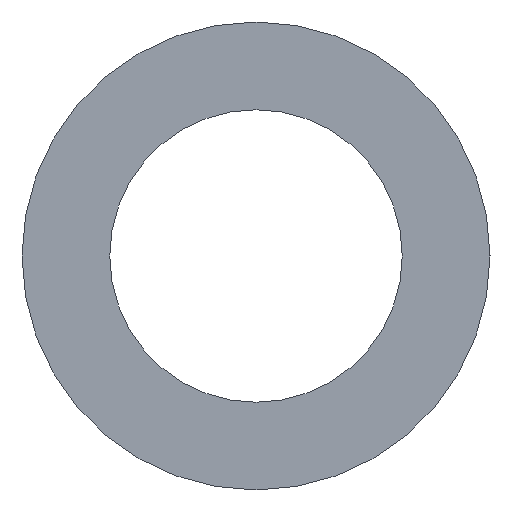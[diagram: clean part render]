
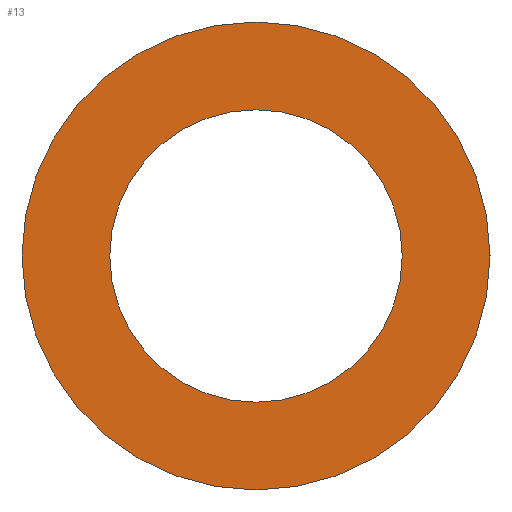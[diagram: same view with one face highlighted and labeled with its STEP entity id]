
A CAD part, left-side view. The second image highlights one B-rep face of the part: STEP entity #13.
In plain terms, the highlighted planar face has unit normal (-1, 0, 0).
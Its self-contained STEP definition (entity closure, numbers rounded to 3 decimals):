
#1 = DIRECTION ( 'NONE',  ( 0., 0., -1. ) ) ;
#10 = AXIS2_PLACEMENT_3D ( 'NONE', #319, #315, #266 ) ;
#13 = ADVANCED_FACE ( 'NONE', ( #258, #235 ), #154, .F. ) ;
#15 = EDGE_CURVE ( 'NONE', #257, #166, #181, .T. ) ;
#16 = DIRECTION ( 'NONE',  ( 1., 0., 0. ) ) ;
#18 = CARTESIAN_POINT ( 'NONE',  ( 0., 0., -1.25 ) ) ;
#32 = CARTESIAN_POINT ( 'NONE',  ( 0., 0., -2. ) ) ;
#46 = AXIS2_PLACEMENT_3D ( 'NONE', #147, #120, #228 ) ;
#55 = CARTESIAN_POINT ( 'NONE',  ( 0., 0., 0. ) ) ;
#76 = EDGE_CURVE ( 'NONE', #284, #212, #273, .T. ) ;
#88 = EDGE_CURVE ( 'NONE', #212, #284, #171, .T. ) ;
#89 = EDGE_CURVE ( 'NONE', #166, #257, #241, .T. ) ;
#119 = DIRECTION ( 'NONE',  ( 0., 0., -1. ) ) ;
#120 = DIRECTION ( 'NONE',  ( 1., 0., 0. ) ) ;
#125 = DIRECTION ( 'NONE',  ( 1., 0., 0. ) ) ;
#139 = DIRECTION ( 'NONE',  ( 0., 0., -1. ) ) ;
#146 = CARTESIAN_POINT ( 'NONE',  ( 0., 0., 0. ) ) ;
#147 = CARTESIAN_POINT ( 'NONE',  ( 0., 0., 0. ) ) ;
#148 = ORIENTED_EDGE ( 'NONE', *, *, #15, .T. ) ;
#154 = PLANE ( 'NONE',  #46 ) ;
#166 = VERTEX_POINT ( 'NONE', #18 ) ;
#171 = CIRCLE ( 'NONE', #10, 2. ) ;
#181 = CIRCLE ( 'NONE', #336, 1.25 ) ;
#200 = AXIS2_PLACEMENT_3D ( 'NONE', #55, #16, #119 ) ;
#212 = VERTEX_POINT ( 'NONE', #330 ) ;
#228 = DIRECTION ( 'NONE',  ( 0., 0., -1. ) ) ;
#235 = FACE_BOUND ( 'NONE', #272, .T. ) ;
#241 = CIRCLE ( 'NONE', #200, 1.25 ) ;
#247 = ORIENTED_EDGE ( 'NONE', *, *, #76, .F. ) ;
#250 = EDGE_LOOP ( 'NONE', ( #267, #247 ) ) ;
#257 = VERTEX_POINT ( 'NONE', #311 ) ;
#258 = FACE_OUTER_BOUND ( 'NONE', #250, .T. ) ;
#264 = ORIENTED_EDGE ( 'NONE', *, *, #89, .T. ) ;
#266 = DIRECTION ( 'NONE',  ( 0., 0., -1. ) ) ;
#267 = ORIENTED_EDGE ( 'NONE', *, *, #88, .F. ) ;
#272 = EDGE_LOOP ( 'NONE', ( #148, #264 ) ) ;
#273 = CIRCLE ( 'NONE', #312, 2. ) ;
#284 = VERTEX_POINT ( 'NONE', #32 ) ;
#311 = CARTESIAN_POINT ( 'NONE',  ( 0., 0., 1.25 ) ) ;
#312 = AXIS2_PLACEMENT_3D ( 'NONE', #339, #125, #1 ) ;
#315 = DIRECTION ( 'NONE',  ( 1., 0., 0. ) ) ;
#319 = CARTESIAN_POINT ( 'NONE',  ( 0., 0., 0. ) ) ;
#330 = CARTESIAN_POINT ( 'NONE',  ( 0., 0., 2. ) ) ;
#334 = DIRECTION ( 'NONE',  ( 1., 0., 0. ) ) ;
#336 = AXIS2_PLACEMENT_3D ( 'NONE', #146, #334, #139 ) ;
#339 = CARTESIAN_POINT ( 'NONE',  ( 0., 0., 0. ) ) ;
